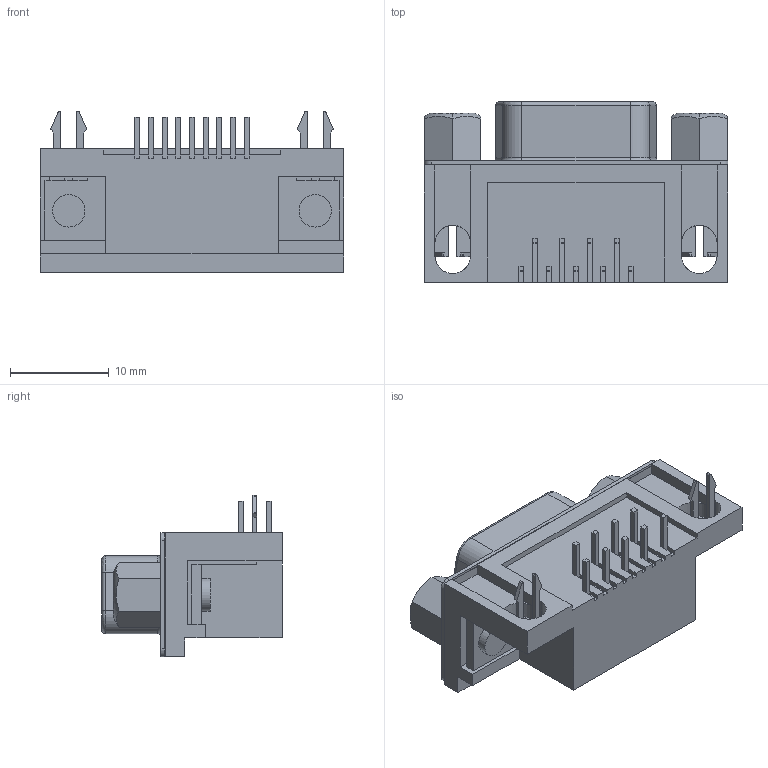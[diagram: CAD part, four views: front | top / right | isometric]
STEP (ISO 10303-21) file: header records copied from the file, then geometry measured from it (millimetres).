
FILE_DESCRIPTION (( 'STEP AP203' ), '1' );
FILE_NAME ('SD9S-RA-PC.STEP', '2011-05-03T19:08:07', ( 'x' ), ( 'Microsoft' ), 'SwSTEP 2.0', 'SolidWorks 2010', '' );
FILE_SCHEMA (( 'CONFIG_CONTROL_DESIGN' ));
Length unit declared in the file: inch
Products named in the file (1): SD9S-RA-PC
Bounding box: 30.81 x 18.3 x 16.35 mm (x, y, z)
Volume: 3954.7 mm3; surface area: 3525.5 mm2
Topology: 1 solids, 3 shells, 396 faces, 1039 edges, 668 vertices
Faces by surface type: plane 284, cylinder 82, cone 18, bspline 8, torus 4
Entity records: 12354 total; most frequent: CARTESIAN_POINT 2398, ORIENTED_EDGE 2078, DIRECTION 1999, EDGE_CURVE 1039, LINE 817, VECTOR 817, VERTEX_POINT 668, AXIS2_PLACEMENT_3D 591
